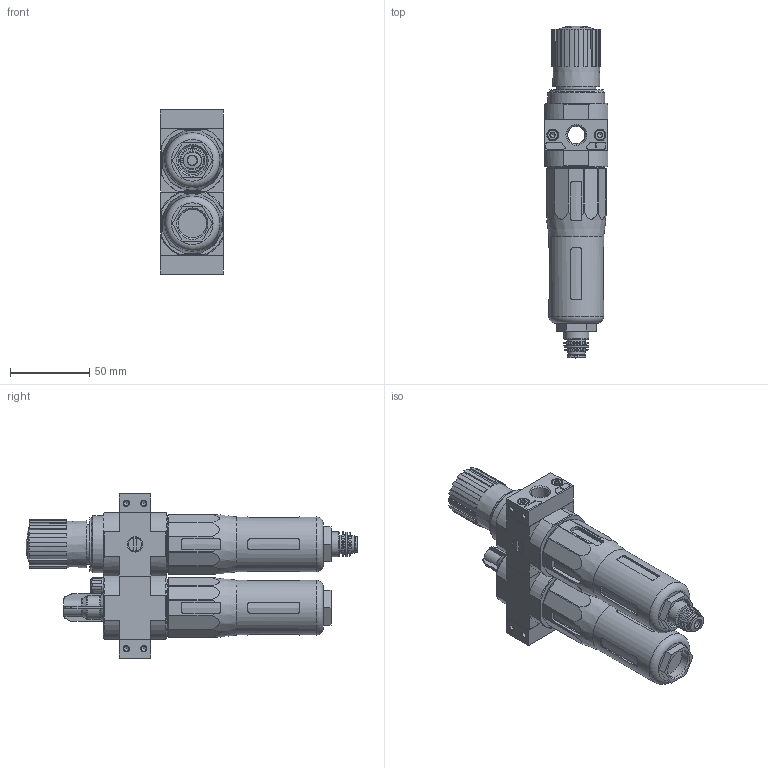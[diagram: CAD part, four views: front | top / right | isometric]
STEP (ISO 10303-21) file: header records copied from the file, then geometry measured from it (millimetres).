
FILE_DESCRIPTION(/* description */ ('STEP AP214'),/* implementation_level */ '2;1');
FILE_NAME(/* name */ '192661_FRC-1_4-D-5M-O-MINI-A',/* time_stamp */ '2024-08-28T16:14:25+02:00',/* author */ ('License CC BY-ND 4.0'),/* organization */ ('CADENAS'),/* preprocessor_version */ 'ST-DEVELOPER v19.3',/* originating_system */ 'PARTsolutions',/* authorisation */ ' ');
FILE_SCHEMA (('INTEGRATED_CNC_SCHEMA','MODEL_BASED_INTEGRATED_MANUFACTURING_SCHEMA','PROCESS_PLANNING_SCHEMA','AUTOMOTIVE_DESIGN {1 0 10303 214 3 1 1}'));
Length unit declared in the file: millimetre
Products named in the file (9): 192661 FRC-1/4-D-5M-O-MINI-A; 380289 PBL-1/4-D-MINI-L---(1) p1; DIN-912 - M4x16(F); 380291 PBL-1/4-D-MINI-R---(0) p1; 127304 LFR-D-5M-MINI-A--(0); 373845 LR-MINI; 526489 MS4-LFR-V; 123582 LOE-D-MINI; 355622 FRB-D-MINI
Assembly tree (13 placements, depth 2):
  192661 FRC-1/4-D-5M-O-MINI-A
    380289 PBL-1/4-D-MINI-L---(1) p1
    DIN-912 - M4x16(F)  x4
    380291 PBL-1/4-D-MINI-R---(0) p1
    127304 LFR-D-5M-MINI-A--(0)
    373845 LR-MINI  x2
    526489 MS4-LFR-V
    123582 LOE-D-MINI
    355622 FRB-D-MINI  x2
Bounding box: 40.4 x 210.02 x 104 mm (x, y, z)
Volume: 360048.7 mm3; surface area: 87418.1 mm2
Topology: 13 solids, 13 shells, 925 faces, 2384 edges, 1528 vertices
Faces by surface type: plane 482, cylinder 243, cone 144, torus 51, sphere 5
Full cylindrical faces by diameter (mm): 2.9 x2, 3.2 x1, 3.242 x10, 3.6 x1, 3.8 x1, 4 x6, 4.3 x2, 5.2 x2, 6 x3, 6.9 x2, 7 x4, 8.2 x2, 8.566 x2, 9.728 x2, 10 x1, 11 x2, 11.4 x1, 11.445 x2, 11.6 x1, 11.8 x1, 12.2 x1, 15.8 x2, 15.9 x2, 18 x2, 24.9 x1, 26.9 x1, 32.7 x1, 33.9 x1, 34.7 x2, 34.8 x1
Entity records: 30027 total; most frequent: CARTESIAN_POINT 5650, DIRECTION 3998, ORIENTED_EDGE 3992, EDGE_CURVE 1996, AXIS2_PLACEMENT_3D 1562, VERTEX_POINT 1392, FACE_BOUND 1068, EDGE_LOOP 1058
